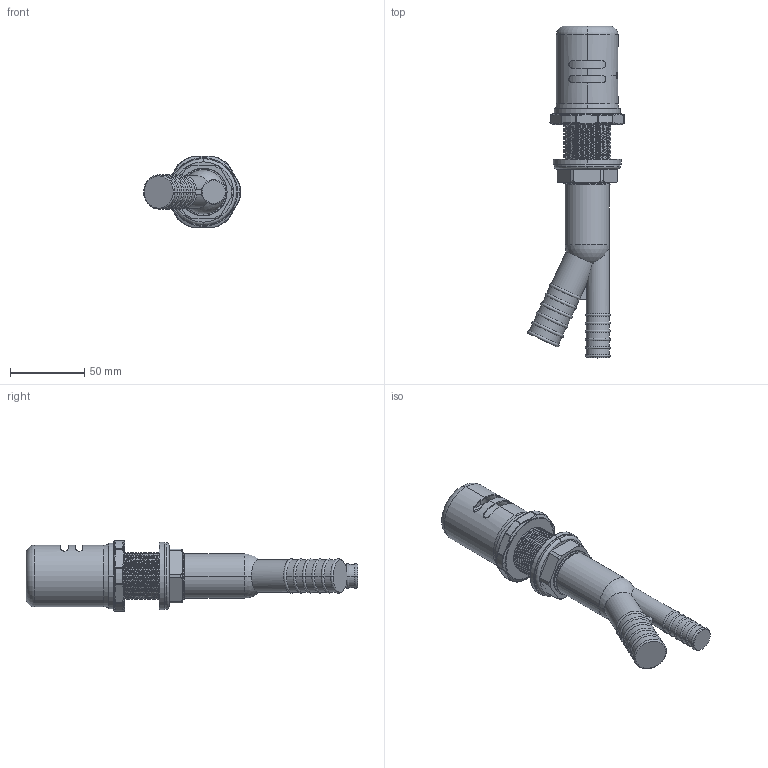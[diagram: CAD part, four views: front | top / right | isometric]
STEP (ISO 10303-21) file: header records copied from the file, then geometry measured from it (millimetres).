
FILE_DESCRIPTION((''),'2;1');
FILE_NAME('3190-5711','2021-10-04T14:41:04',('rsmith'),(''),'CREO PARAMETRIC BY PTC INC, 2018400','CREO PARAMETRIC BY PTC INC, 2018400','');
FILE_SCHEMA(('AUTOMOTIVE_DESIGN { 1 0 10303 214 1 1 1 1 }'));
Length unit declared in the file: inch
Products named in the file (1): 3190-5711
Bounding box: 65.28 x 223.58 x 48.01 mm (x, y, z)
Volume: 164725 mm3; surface area: 51050.5 mm2
Topology: 2 solids, 2 shells, 348 faces, 872 edges, 538 vertices
Faces by surface type: cylinder 146, bspline 76, plane 73, torus 45, cone 6, sphere 2
Entity records: 32163 total; most frequent: CARTESIAN_POINT 19567, ORIENTED_EDGE 1744, DIRECTION 1389, PRESENTATION_STYLE_ASSIGNMENT 1083, STYLED_ITEM 953, CURVE_STYLE 872, EDGE_CURVE 872, AXIS2_PLACEMENT_3D 548
